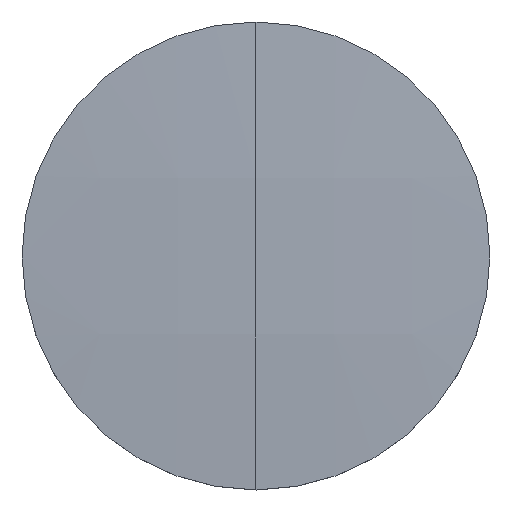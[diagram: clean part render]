
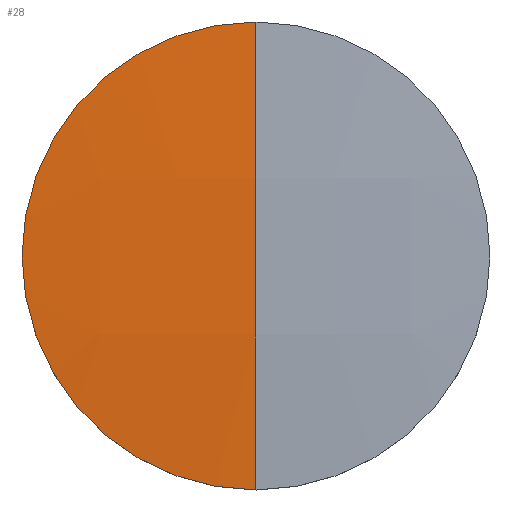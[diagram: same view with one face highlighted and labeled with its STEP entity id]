
A CAD part, top view. The second image highlights one B-rep face of the part: STEP entity #28.
In plain terms, the highlighted free-form (B-spline) face has degree [3, 3] with [4, 4] control points.
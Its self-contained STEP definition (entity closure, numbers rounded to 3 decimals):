
#7 = ORIENTED_EDGE ( 'NONE', *, *, #142, .F. ) ;
#9 = CARTESIAN_POINT ( 'NONE',  ( 0., 6.434, 5.2 ) ) ;
#15 = DIRECTION ( 'NONE',  ( 1., 0., 0. ) ) ;
#21 = CARTESIAN_POINT ( 'NONE',  ( -6.397, 6.434, 5.2 ) ) ;
#23 = ORIENTED_EDGE ( 'NONE', *, *, #128, .T. ) ;
#26 = CARTESIAN_POINT ( 'NONE',  ( -6.397, -6.434, 5.2 ) ) ;
#28 = ADVANCED_FACE ( 'NONE', ( #89 ), #100, .T. ) ;
#29 = EDGE_LOOP ( 'NONE', ( #7, #23, #50 ) ) ;
#35 = CARTESIAN_POINT ( 'NONE',  ( -19.127, 19.278, 3.81 ) ) ;
#44 = CARTESIAN_POINT ( 'NONE',  ( -19.177, 6.434, 4.607 ) ) ;
#50 = ORIENTED_EDGE ( 'NONE', *, *, #158, .F. ) ;
#60 = DIRECTION ( 'NONE',  ( 0., -1., 0. ) ) ;
#71 = CARTESIAN_POINT ( 'NONE',  ( -19.177, -6.434, 4.607 ) ) ;
#79 = CARTESIAN_POINT ( 'NONE',  ( 0., 0., -305.4 ) ) ;
#85 = VERTEX_POINT ( 'NONE', #124 ) ;
#89 = FACE_OUTER_BOUND ( 'NONE', #29, .T. ) ;
#91 = CARTESIAN_POINT ( 'NONE',  ( -12.759, 19.278, 4.204 ) ) ;
#100 =( BOUNDED_SURFACE ( )  B_SPLINE_SURFACE ( 3, 3, ( 
 ( #274, #255, #122, #145 ),
 ( #191, #26, #252, #71 ),
 ( #9, #21, #188, #44 ),
 ( #207, #226, #91, #35 ) ),
 .UNSPECIFIED., .F., .F., .F. ) 
 B_SPLINE_SURFACE_WITH_KNOTS ( ( 4, 4 ),
 ( 4, 4 ),
 ( 0., 1. ),
 ( 0., 1. ),
 .UNSPECIFIED. ) 
 GEOMETRIC_REPRESENTATION_ITEM ( )  RATIONAL_B_SPLINE_SURFACE ( (
 ( 1., 1., 1., 1.),
 ( 0.999, 0.998, 0.998, 0.999),
 ( 0.999, 0.998, 0.998, 0.999),
 ( 1., 1., 1., 1.) ) ) 
 REPRESENTATION_ITEM ( '' )  SURFACE ( )  );
#102 = VERTEX_POINT ( 'NONE', #125 ) ;
#107 = CIRCLE ( 'NONE', #249, 19.05 ) ;
#115 = CARTESIAN_POINT ( 'NONE',  ( -19.05, 0., 4.415 ) ) ;
#122 = CARTESIAN_POINT ( 'NONE',  ( -12.759, -19.278, 4.204 ) ) ;
#124 = CARTESIAN_POINT ( 'NONE',  ( 0., -19.05, 4.415 ) ) ;
#125 = CARTESIAN_POINT ( 'NONE',  ( 0., 19.05, 4.415 ) ) ;
#128 = EDGE_CURVE ( 'NONE', #85, #102, #167, .T. ) ;
#130 = DIRECTION ( 'NONE',  ( 1., 0., 0. ) ) ;
#142 = EDGE_CURVE ( 'NONE', #85, #293, #282, .T. ) ;
#145 = CARTESIAN_POINT ( 'NONE',  ( -19.127, -19.278, 3.81 ) ) ;
#155 = AXIS2_PLACEMENT_3D ( 'NONE', #216, #265, #130 ) ;
#158 = EDGE_CURVE ( 'NONE', #293, #102, #107, .T. ) ;
#167 = CIRCLE ( 'NONE', #231, 310.4 ) ;
#175 = DIRECTION ( 'NONE',  ( 0., 0., -1. ) ) ;
#188 = CARTESIAN_POINT ( 'NONE',  ( -12.791, 6.434, 5.002 ) ) ;
#191 = CARTESIAN_POINT ( 'NONE',  ( 0., -6.434, 5.2 ) ) ;
#201 = DIRECTION ( 'NONE',  ( -1., 0., 0. ) ) ;
#207 = CARTESIAN_POINT ( 'NONE',  ( 0., 19.278, 4.401 ) ) ;
#216 = CARTESIAN_POINT ( 'NONE',  ( 0., 0., 4.415 ) ) ;
#226 = CARTESIAN_POINT ( 'NONE',  ( -6.381, 19.278, 4.401 ) ) ;
#231 = AXIS2_PLACEMENT_3D ( 'NONE', #79, #201, #60 ) ;
#249 = AXIS2_PLACEMENT_3D ( 'NONE', #285, #175, #15 ) ;
#252 = CARTESIAN_POINT ( 'NONE',  ( -12.791, -6.434, 5.002 ) ) ;
#255 = CARTESIAN_POINT ( 'NONE',  ( -6.381, -19.278, 4.401 ) ) ;
#265 = DIRECTION ( 'NONE',  ( 0., 0., -1. ) ) ;
#274 = CARTESIAN_POINT ( 'NONE',  ( 0., -19.278, 4.401 ) ) ;
#282 = CIRCLE ( 'NONE', #155, 19.05 ) ;
#285 = CARTESIAN_POINT ( 'NONE',  ( 0., 0., 4.415 ) ) ;
#293 = VERTEX_POINT ( 'NONE', #115 ) ;
